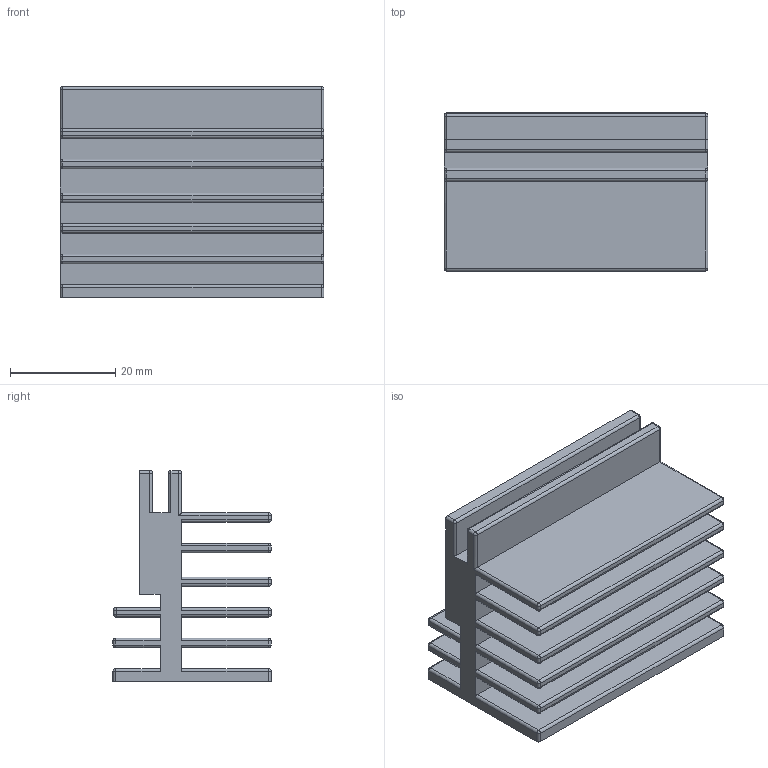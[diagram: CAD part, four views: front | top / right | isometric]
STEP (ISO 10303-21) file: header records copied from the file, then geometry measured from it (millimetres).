
FILE_DESCRIPTION(('FreeCAD Model'),'2;1');
FILE_NAME('Fischer-SK481.step', '2020-05-07T01:36:55',('Author'),(''), 'Open CASCADE STEP processor 7.3','FreeCAD','Unknown');
FILE_SCHEMA(('AUTOMOTIVE_DESIGN { 1 0 10303 214 1 1 1 1 }'));
Length unit declared in the file: millimetre
Products named in the file (1): SK481
Bounding box: 50 x 30.02 x 40 mm (x, y, z)
Volume: 23818.4 mm3; surface area: 19116.9 mm2
Topology: 1 solids, 1 shells, 161 faces, 433 edges, 236 vertices
Faces by surface type: cylinder 79, plane 44, sphere 38
Entity records: 9967 total; most frequent: CARTESIAN_POINT 1776, DIRECTION 1639, LINE 985, VECTOR 985, ORIENTED_EDGE 790, PCURVE 790, DEFINITIONAL_REPRESENTATION 790, EDGE_CURVE 395
